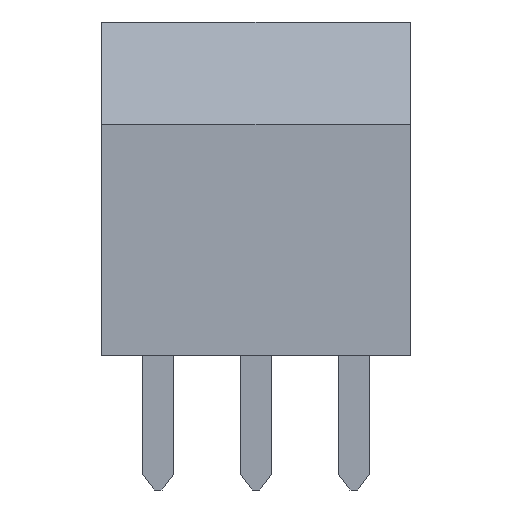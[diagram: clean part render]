
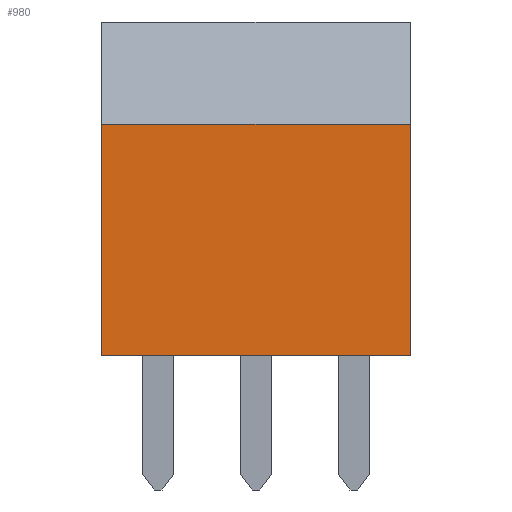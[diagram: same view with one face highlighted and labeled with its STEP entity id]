
A CAD part, left-side view. The second image highlights one B-rep face of the part: STEP entity #980.
In plain terms, the highlighted planar face has unit normal (-1, 0, 0).
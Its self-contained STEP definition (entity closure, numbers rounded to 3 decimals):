
#229 = AXIS2_PLACEMENT_3D ( 'NONE', #331, #3865, #2160 ) ;
#263 = CARTESIAN_POINT ( 'NONE',  ( -6.3, -4., 0. ) ) ;
#331 = CARTESIAN_POINT ( 'NONE',  ( -6.3, -4., 0. ) ) ;
#499 = ORIENTED_EDGE ( 'NONE', *, *, #3135, .T. ) ;
#572 = DIRECTION ( 'NONE',  ( 0., 0., 1. ) ) ;
#647 = LINE ( 'NONE', #2837, #2369 ) ;
#652 = LINE ( 'NONE', #3669, #2318 ) ;
#880 = CARTESIAN_POINT ( 'NONE',  ( -6.3, 4., 0. ) ) ;
#915 = DIRECTION ( 'NONE',  ( 0., 0., 1. ) ) ;
#980 = ADVANCED_FACE ( 'NONE', ( #3258 ), #3025, .T. ) ;
#997 = DIRECTION ( 'NONE',  ( 0., 1., 0. ) ) ;
#1141 = LINE ( 'NONE', #263, #3252 ) ;
#1196 = EDGE_CURVE ( 'NONE', #2036, #2951, #2060, .T. ) ;
#1262 = DIRECTION ( 'NONE',  ( 0., 1., 0. ) ) ;
#1514 = VERTEX_POINT ( 'NONE', #2991 ) ;
#1829 = EDGE_LOOP ( 'NONE', ( #2217, #3427, #499, #2869 ) ) ;
#1873 = VERTEX_POINT ( 'NONE', #2441 ) ;
#2036 = VERTEX_POINT ( 'NONE', #2265 ) ;
#2060 = LINE ( 'NONE', #880, #3613 ) ;
#2160 = DIRECTION ( 'NONE',  ( 0., 0., 1. ) ) ;
#2217 = ORIENTED_EDGE ( 'NONE', *, *, #1196, .F. ) ;
#2265 = CARTESIAN_POINT ( 'NONE',  ( -6.3, 4., 0. ) ) ;
#2318 = VECTOR ( 'NONE', #997, 1000. ) ;
#2369 = VECTOR ( 'NONE', #1262, 1000. ) ;
#2441 = CARTESIAN_POINT ( 'NONE',  ( -6.3, -4., 0. ) ) ;
#2702 = EDGE_CURVE ( 'NONE', #1873, #2036, #647, .T. ) ;
#2837 = CARTESIAN_POINT ( 'NONE',  ( -6.3, -4., 0. ) ) ;
#2869 = ORIENTED_EDGE ( 'NONE', *, *, #3526, .T. ) ;
#2951 = VERTEX_POINT ( 'NONE', #3701 ) ;
#2991 = CARTESIAN_POINT ( 'NONE',  ( -6.3, -4., 6. ) ) ;
#3025 = PLANE ( 'NONE',  #229 ) ;
#3135 = EDGE_CURVE ( 'NONE', #1873, #1514, #1141, .T. ) ;
#3252 = VECTOR ( 'NONE', #915, 1000. ) ;
#3258 = FACE_OUTER_BOUND ( 'NONE', #1829, .T. ) ;
#3427 = ORIENTED_EDGE ( 'NONE', *, *, #2702, .F. ) ;
#3526 = EDGE_CURVE ( 'NONE', #1514, #2951, #652, .T. ) ;
#3613 = VECTOR ( 'NONE', #572, 1000. ) ;
#3669 = CARTESIAN_POINT ( 'NONE',  ( -6.3, -4., 6. ) ) ;
#3701 = CARTESIAN_POINT ( 'NONE',  ( -6.3, 4., 6. ) ) ;
#3865 = DIRECTION ( 'NONE',  ( -1., 0., 0. ) ) ;
